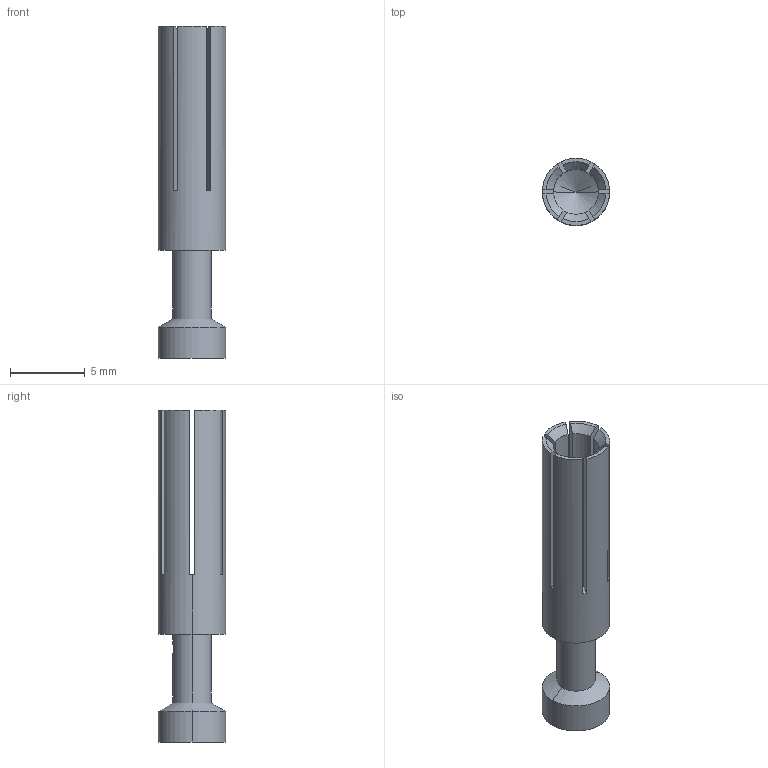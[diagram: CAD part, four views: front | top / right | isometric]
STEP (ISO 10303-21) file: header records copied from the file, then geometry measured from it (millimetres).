
FILE_DESCRIPTION (( 'STEP AP203' ), '1' );
FILE_NAME ('14105264.step', '2025-03-19T11:47:33', ( '' ), ( '' ), 'SwSTEP 2.0', 'SolidWorks 2024', '' );
FILE_SCHEMA (( 'CONFIG_CONTROL_DESIGN' ));
Length unit declared in the file: millimetre
Products named in the file (1): 14105264
Bounding box: 4.5 x 4.5 x 22.2 mm (x, y, z)
Volume: 188.7 mm3; surface area: 523.4 mm2
Topology: 1 solids, 1 shells, 56 faces, 142 edges, 86 vertices
Faces by surface type: plane 26, cylinder 16, cone 14
Entity records: 1801 total; most frequent: CARTESIAN_POINT 379, DIRECTION 292, ORIENTED_EDGE 276, EDGE_CURVE 138, AXIS2_PLACEMENT_3D 113, VERTEX_POINT 86, VECTOR 66, LINE 66
